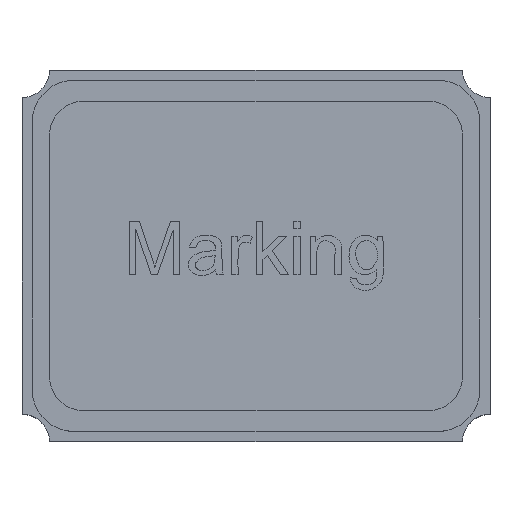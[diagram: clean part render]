
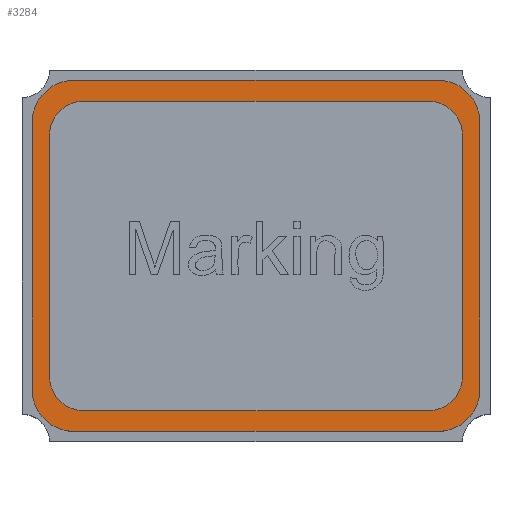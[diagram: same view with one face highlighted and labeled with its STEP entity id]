
A CAD part, top view. The second image highlights one B-rep face of the part: STEP entity #3284.
In plain terms, the highlighted planar face has unit normal (0, 0, 1).
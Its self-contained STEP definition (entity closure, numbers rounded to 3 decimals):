
#49=FACE_BOUND('',#508,.T.);
#211=CIRCLE('',#3525,0.3);
#212=CIRCLE('',#3526,0.3);
#213=CIRCLE('',#3527,0.3);
#214=CIRCLE('',#3528,0.3);
#215=CIRCLE('',#3529,0.25);
#216=CIRCLE('',#3530,0.25);
#217=CIRCLE('',#3531,0.25);
#218=CIRCLE('',#3532,0.25);
#324=FACE_OUTER_BOUND('',#507,.T.);
#507=EDGE_LOOP('',(#2655,#2656,#2657,#2658,#2659,#2660,#2661,#2662));
#508=EDGE_LOOP('',(#2663,#2664,#2665,#2666,#2667,#2668,#2669,#2670));
#856=LINE('',#5071,#1248);
#857=LINE('',#5075,#1249);
#858=LINE('',#5079,#1250);
#859=LINE('',#5082,#1251);
#860=LINE('',#5085,#1252);
#861=LINE('',#5089,#1253);
#862=LINE('',#5093,#1254);
#863=LINE('',#5097,#1255);
#1248=VECTOR('',#4094,1000.);
#1249=VECTOR('',#4097,1000.);
#1250=VECTOR('',#4100,1000.);
#1251=VECTOR('',#4103,1000.);
#1252=VECTOR('',#4104,1000.);
#1253=VECTOR('',#4107,1000.);
#1254=VECTOR('',#4110,1000.);
#1255=VECTOR('',#4113,1000.);
#1599=VERTEX_POINT('',#5067);
#1600=VERTEX_POINT('',#5068);
#1601=VERTEX_POINT('',#5070);
#1602=VERTEX_POINT('',#5072);
#1603=VERTEX_POINT('',#5074);
#1604=VERTEX_POINT('',#5076);
#1605=VERTEX_POINT('',#5078);
#1606=VERTEX_POINT('',#5080);
#1607=VERTEX_POINT('',#5083);
#1608=VERTEX_POINT('',#5084);
#1609=VERTEX_POINT('',#5086);
#1610=VERTEX_POINT('',#5088);
#1611=VERTEX_POINT('',#5090);
#1612=VERTEX_POINT('',#5092);
#1613=VERTEX_POINT('',#5094);
#1614=VERTEX_POINT('',#5096);
#1977=EDGE_CURVE('',#1599,#1600,#211,.T.);
#1978=EDGE_CURVE('',#1600,#1601,#856,.T.);
#1979=EDGE_CURVE('',#1601,#1602,#212,.T.);
#1980=EDGE_CURVE('',#1602,#1603,#857,.T.);
#1981=EDGE_CURVE('',#1603,#1604,#213,.T.);
#1982=EDGE_CURVE('',#1604,#1605,#858,.T.);
#1983=EDGE_CURVE('',#1605,#1606,#214,.T.);
#1984=EDGE_CURVE('',#1606,#1599,#859,.T.);
#1985=EDGE_CURVE('',#1607,#1608,#860,.T.);
#1986=EDGE_CURVE('',#1609,#1607,#215,.T.);
#1987=EDGE_CURVE('',#1610,#1609,#861,.T.);
#1988=EDGE_CURVE('',#1611,#1610,#216,.T.);
#1989=EDGE_CURVE('',#1612,#1611,#862,.T.);
#1990=EDGE_CURVE('',#1613,#1612,#217,.T.);
#1991=EDGE_CURVE('',#1614,#1613,#863,.T.);
#1992=EDGE_CURVE('',#1608,#1614,#218,.T.);
#2655=ORIENTED_EDGE('',*,*,#1977,.T.);
#2656=ORIENTED_EDGE('',*,*,#1978,.T.);
#2657=ORIENTED_EDGE('',*,*,#1979,.T.);
#2658=ORIENTED_EDGE('',*,*,#1980,.T.);
#2659=ORIENTED_EDGE('',*,*,#1981,.T.);
#2660=ORIENTED_EDGE('',*,*,#1982,.T.);
#2661=ORIENTED_EDGE('',*,*,#1983,.T.);
#2662=ORIENTED_EDGE('',*,*,#1984,.T.);
#2663=ORIENTED_EDGE('',*,*,#1985,.F.);
#2664=ORIENTED_EDGE('',*,*,#1986,.F.);
#2665=ORIENTED_EDGE('',*,*,#1987,.F.);
#2666=ORIENTED_EDGE('',*,*,#1988,.F.);
#2667=ORIENTED_EDGE('',*,*,#1989,.F.);
#2668=ORIENTED_EDGE('',*,*,#1990,.F.);
#2669=ORIENTED_EDGE('',*,*,#1991,.F.);
#2670=ORIENTED_EDGE('',*,*,#1992,.F.);
#3133=PLANE('',#3524);
#3284=ADVANCED_FACE('',(#324,#49),#3133,.T.);
#3524=AXIS2_PLACEMENT_3D('',#5066,#4090,#4091);
#3525=AXIS2_PLACEMENT_3D('',#5069,#4092,#4093);
#3526=AXIS2_PLACEMENT_3D('',#5073,#4095,#4096);
#3527=AXIS2_PLACEMENT_3D('',#5077,#4098,#4099);
#3528=AXIS2_PLACEMENT_3D('',#5081,#4101,#4102);
#3529=AXIS2_PLACEMENT_3D('',#5087,#4105,#4106);
#3530=AXIS2_PLACEMENT_3D('',#5091,#4108,#4109);
#3531=AXIS2_PLACEMENT_3D('',#5095,#4111,#4112);
#3532=AXIS2_PLACEMENT_3D('',#5098,#4114,#4115);
#4090=DIRECTION('center_axis',(0.,0.,1.));
#4091=DIRECTION('ref_axis',(1.,0.,0.));
#4092=DIRECTION('center_axis',(0.,0.,1.));
#4093=DIRECTION('ref_axis',(1.,0.,0.));
#4094=DIRECTION('',(1.,0.,0.));
#4095=DIRECTION('center_axis',(0.,0.,1.));
#4096=DIRECTION('ref_axis',(-1.,0.,0.));
#4097=DIRECTION('',(0.,1.,0.));
#4098=DIRECTION('center_axis',(0.,0.,1.));
#4099=DIRECTION('ref_axis',(-1.,0.,0.));
#4100=DIRECTION('',(-1.,0.,0.));
#4101=DIRECTION('center_axis',(0.,0.,1.));
#4102=DIRECTION('ref_axis',(1.,0.,0.));
#4103=DIRECTION('',(0.,-1.,0.));
#4104=DIRECTION('',(1.,0.,0.));
#4105=DIRECTION('center_axis',(0.,0.,1.));
#4106=DIRECTION('ref_axis',(1.,0.,0.));
#4107=DIRECTION('',(0.,-1.,0.));
#4108=DIRECTION('center_axis',(0.,0.,1.));
#4109=DIRECTION('ref_axis',(1.,0.,0.));
#4110=DIRECTION('',(-1.,0.,0.));
#4111=DIRECTION('center_axis',(0.,0.,1.));
#4112=DIRECTION('ref_axis',(-1.,0.,0.));
#4113=DIRECTION('',(0.,1.,0.));
#4114=DIRECTION('center_axis',(0.,0.,1.));
#4115=DIRECTION('ref_axis',(-1.,0.,0.));
#5066=CARTESIAN_POINT('Origin',(-1.325,-0.975,0.2));
#5067=CARTESIAN_POINT('',(-1.625,-0.975,0.2));
#5068=CARTESIAN_POINT('',(-1.325,-1.275,0.2));
#5069=CARTESIAN_POINT('Origin',(-1.325,-0.975,0.2));
#5070=CARTESIAN_POINT('',(1.325,-1.275,0.2));
#5071=CARTESIAN_POINT('',(-1.325,-1.275,0.2));
#5072=CARTESIAN_POINT('',(1.625,-0.975,0.2));
#5073=CARTESIAN_POINT('Origin',(1.325,-0.975,0.2));
#5074=CARTESIAN_POINT('',(1.625,0.975,0.2));
#5075=CARTESIAN_POINT('',(1.625,-0.975,0.2));
#5076=CARTESIAN_POINT('',(1.325,1.275,0.2));
#5077=CARTESIAN_POINT('Origin',(1.325,0.975,0.2));
#5078=CARTESIAN_POINT('',(-1.325,1.275,0.2));
#5079=CARTESIAN_POINT('',(1.325,1.275,0.2));
#5080=CARTESIAN_POINT('',(-1.625,0.975,0.2));
#5081=CARTESIAN_POINT('Origin',(-1.325,0.975,0.2));
#5082=CARTESIAN_POINT('',(-1.625,0.975,0.2));
#5083=CARTESIAN_POINT('',(-1.25,-1.125,0.2));
#5084=CARTESIAN_POINT('',(1.25,-1.125,0.2));
#5085=CARTESIAN_POINT('',(-1.25,-1.125,0.2));
#5086=CARTESIAN_POINT('',(-1.5,-0.875,0.2));
#5087=CARTESIAN_POINT('Origin',(-1.25,-0.875,0.2));
#5088=CARTESIAN_POINT('',(-1.5,0.875,0.2));
#5089=CARTESIAN_POINT('',(-1.5,0.875,0.2));
#5090=CARTESIAN_POINT('',(-1.25,1.125,0.2));
#5091=CARTESIAN_POINT('Origin',(-1.25,0.875,0.2));
#5092=CARTESIAN_POINT('',(1.25,1.125,0.2));
#5093=CARTESIAN_POINT('',(1.25,1.125,0.2));
#5094=CARTESIAN_POINT('',(1.5,0.875,0.2));
#5095=CARTESIAN_POINT('Origin',(1.25,0.875,0.2));
#5096=CARTESIAN_POINT('',(1.5,-0.875,0.2));
#5097=CARTESIAN_POINT('',(1.5,-0.875,0.2));
#5098=CARTESIAN_POINT('Origin',(1.25,-0.875,0.2));
